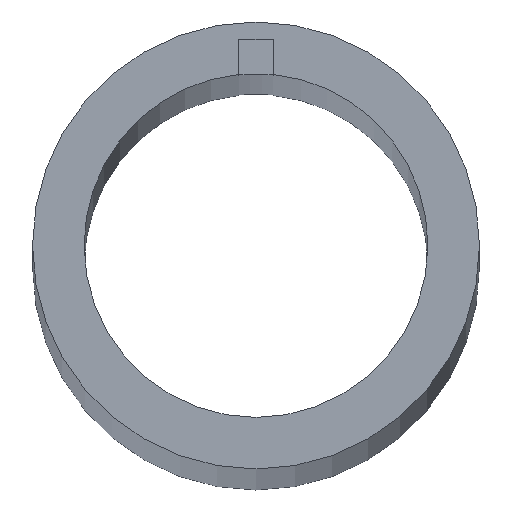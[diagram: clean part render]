
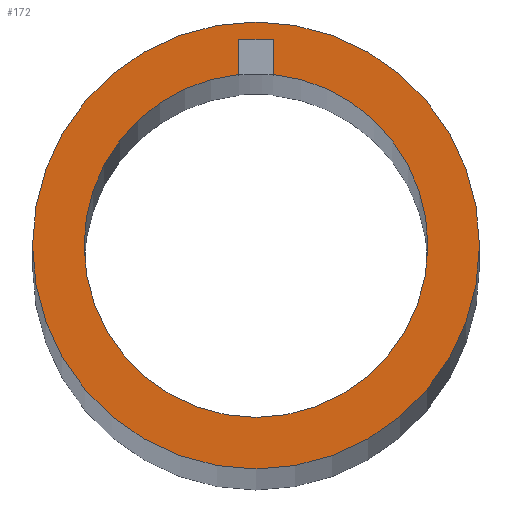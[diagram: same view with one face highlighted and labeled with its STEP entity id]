
A CAD part, top view. The second image highlights one B-rep face of the part: STEP entity #172.
In plain terms, the highlighted planar face has unit normal (0, 0, 1).
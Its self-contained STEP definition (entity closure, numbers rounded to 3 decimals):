
#11 = AXIS2_PLACEMENT_3D ( 'NONE', #116, #434, #113 ) ;
#12 = CARTESIAN_POINT ( 'NONE',  ( 0., 0., 700. ) ) ;
#16 = EDGE_CURVE ( 'NONE', #43, #274, #247, .T. ) ;
#21 = CARTESIAN_POINT ( 'NONE',  ( -1., 12., 700. ) ) ;
#31 = CARTESIAN_POINT ( 'NONE',  ( 13., 0., 700. ) ) ;
#39 = CARTESIAN_POINT ( 'NONE',  ( 0., 0., 700. ) ) ;
#43 = VERTEX_POINT ( 'NONE', #483 ) ;
#44 = ORIENTED_EDGE ( 'NONE', *, *, #349, .F. ) ;
#60 = DIRECTION ( 'NONE',  ( 1., 0., 0. ) ) ;
#63 = PLANE ( 'NONE',  #344 ) ;
#65 = CARTESIAN_POINT ( 'NONE',  ( 1., 12., 700. ) ) ;
#69 = CIRCLE ( 'NONE', #241, 13. ) ;
#75 = CARTESIAN_POINT ( 'NONE',  ( -1., 9.95, 700. ) ) ;
#95 = DIRECTION ( 'NONE',  ( 1., 0., 0. ) ) ;
#103 = CIRCLE ( 'NONE', #11, 10. ) ;
#113 = DIRECTION ( 'NONE',  ( 1., 0., 0. ) ) ;
#116 = CARTESIAN_POINT ( 'NONE',  ( 0., 0., 700. ) ) ;
#121 = VECTOR ( 'NONE', #150, 1000. ) ;
#125 = EDGE_CURVE ( 'NONE', #392, #144, #429, .T. ) ;
#130 = DIRECTION ( 'NONE',  ( 0., 0., 1. ) ) ;
#136 = CARTESIAN_POINT ( 'NONE',  ( -10., 0., 700. ) ) ;
#144 = VERTEX_POINT ( 'NONE', #65 ) ;
#147 = VECTOR ( 'NONE', #304, 1000. ) ;
#148 = CARTESIAN_POINT ( 'NONE',  ( 1., 9.95, 700. ) ) ;
#150 = DIRECTION ( 'NONE',  ( 0., -1., 0. ) ) ;
#156 = CARTESIAN_POINT ( 'NONE',  ( 1., 9.95, 700. ) ) ;
#165 = EDGE_LOOP ( 'NONE', ( #175, #44, #505, #194, #480, #370 ) ) ;
#172 = ADVANCED_FACE ( 'NONE', ( #227, #183 ), #63, .T. ) ;
#173 = DIRECTION ( 'NONE',  ( 1., 0., 0. ) ) ;
#175 = ORIENTED_EDGE ( 'NONE', *, *, #125, .F. ) ;
#183 = FACE_OUTER_BOUND ( 'NONE', #400, .T. ) ;
#188 = LINE ( 'NONE', #21, #411 ) ;
#194 = ORIENTED_EDGE ( 'NONE', *, *, #276, .F. ) ;
#196 = EDGE_CURVE ( 'NONE', #144, #517, #188, .T. ) ;
#199 = CARTESIAN_POINT ( 'NONE',  ( -1., 9.95, 700. ) ) ;
#203 = DIRECTION ( 'NONE',  ( 0., 0., 1. ) ) ;
#227 = FACE_BOUND ( 'NONE', #165, .T. ) ;
#230 = CIRCLE ( 'NONE', #320, 10. ) ;
#241 = AXIS2_PLACEMENT_3D ( 'NONE', #39, #393, #348 ) ;
#243 = VERTEX_POINT ( 'NONE', #136 ) ;
#247 = CIRCLE ( 'NONE', #404, 13. ) ;
#269 = EDGE_CURVE ( 'NONE', #517, #333, #312, .T. ) ;
#274 = VERTEX_POINT ( 'NONE', #31 ) ;
#276 = EDGE_CURVE ( 'NONE', #333, #243, #230, .T. ) ;
#295 = CARTESIAN_POINT ( 'NONE',  ( 0., 0., 700. ) ) ;
#296 = CARTESIAN_POINT ( 'NONE',  ( -1., 12., 700. ) ) ;
#304 = DIRECTION ( 'NONE',  ( 0., 1., 0. ) ) ;
#307 = CARTESIAN_POINT ( 'NONE',  ( 0., 0., 700. ) ) ;
#310 = EDGE_CURVE ( 'NONE', #274, #43, #69, .T. ) ;
#312 = LINE ( 'NONE', #199, #121 ) ;
#319 = VERTEX_POINT ( 'NONE', #431 ) ;
#320 = AXIS2_PLACEMENT_3D ( 'NONE', #439, #515, #396 ) ;
#333 = VERTEX_POINT ( 'NONE', #75 ) ;
#340 = DIRECTION ( 'NONE',  ( 0., 0., 1. ) ) ;
#344 = AXIS2_PLACEMENT_3D ( 'NONE', #307, #340, #60 ) ;
#348 = DIRECTION ( 'NONE',  ( 1., 0., 0. ) ) ;
#349 = EDGE_CURVE ( 'NONE', #319, #392, #103, .T. ) ;
#370 = ORIENTED_EDGE ( 'NONE', *, *, #196, .F. ) ;
#392 = VERTEX_POINT ( 'NONE', #156 ) ;
#393 = DIRECTION ( 'NONE',  ( 0., 0., 1. ) ) ;
#394 = ORIENTED_EDGE ( 'NONE', *, *, #16, .T. ) ;
#396 = DIRECTION ( 'NONE',  ( 1., 0., 0. ) ) ;
#400 = EDGE_LOOP ( 'NONE', ( #394, #482 ) ) ;
#404 = AXIS2_PLACEMENT_3D ( 'NONE', #295, #203, #173 ) ;
#410 = CIRCLE ( 'NONE', #418, 10. ) ;
#411 = VECTOR ( 'NONE', #496, 1000. ) ;
#418 = AXIS2_PLACEMENT_3D ( 'NONE', #12, #130, #95 ) ;
#429 = LINE ( 'NONE', #148, #147 ) ;
#431 = CARTESIAN_POINT ( 'NONE',  ( 10., 0., 700. ) ) ;
#434 = DIRECTION ( 'NONE',  ( 0., 0., 1. ) ) ;
#439 = CARTESIAN_POINT ( 'NONE',  ( 0., 0., 700. ) ) ;
#455 = EDGE_CURVE ( 'NONE', #243, #319, #410, .T. ) ;
#480 = ORIENTED_EDGE ( 'NONE', *, *, #269, .F. ) ;
#482 = ORIENTED_EDGE ( 'NONE', *, *, #310, .T. ) ;
#483 = CARTESIAN_POINT ( 'NONE',  ( -13., 0., 700. ) ) ;
#496 = DIRECTION ( 'NONE',  ( -1., 0., 0. ) ) ;
#505 = ORIENTED_EDGE ( 'NONE', *, *, #455, .F. ) ;
#515 = DIRECTION ( 'NONE',  ( 0., 0., 1. ) ) ;
#517 = VERTEX_POINT ( 'NONE', #296 ) ;
